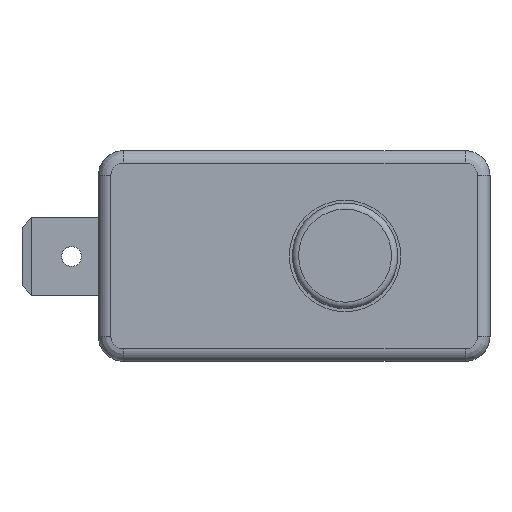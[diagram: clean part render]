
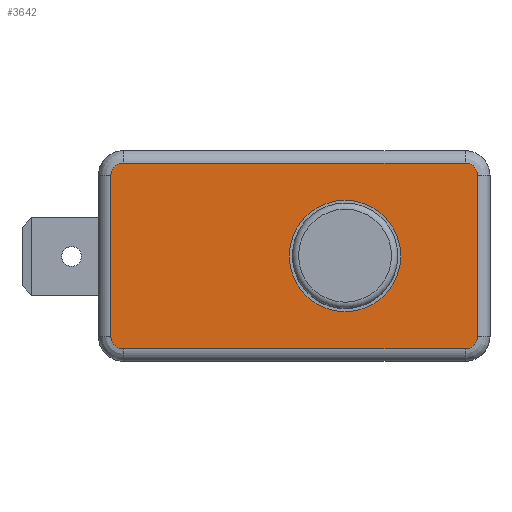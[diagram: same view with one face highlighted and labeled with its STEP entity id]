
A CAD part, top view. The second image highlights one B-rep face of the part: STEP entity #3642.
In plain terms, the highlighted planar face has unit normal (0, 0, 1).
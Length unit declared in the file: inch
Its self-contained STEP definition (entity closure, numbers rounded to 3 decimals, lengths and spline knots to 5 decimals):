
#3194=CARTESIAN_POINT('',(-0.70472,0.29528,0.07874));
#3195=VERTEX_POINT('',#3194);
#3203=CARTESIAN_POINT('',(0.38189,0.29528,0.07874));
#3204=VERTEX_POINT('',#3203);
#3205=CARTESIAN_POINT('',(-0.70472,0.29528,0.07874));
#3206=DIRECTION('',(1.0,0.0,0.0));
#3207=VECTOR('',#3206,1.08661);
#3208=LINE('',#3205,#3207);
#3209=EDGE_CURVE('',#3195,#3204,#3208,.T.);
#3248=CARTESIAN_POINT('',(-0.74409,0.25591,0.07874));
#3249=VERTEX_POINT('',#3248);
#3257=CARTESIAN_POINT('',(-0.70472,0.25591,0.07874));
#3258=DIRECTION('',(0.0,0.0,-1.0));
#3259=DIRECTION('',(-0.707,0.707,0.0));
#3260=AXIS2_PLACEMENT_3D('',#3257,#3258,#3259);
#3261=CIRCLE('',#3260,0.03937);
#3262=EDGE_CURVE('',#3249,#3195,#3261,.T.);
#3298=CARTESIAN_POINT('',(0.42126,0.25591,0.07874));
#3299=VERTEX_POINT('',#3298);
#3317=CARTESIAN_POINT('',(0.38189,0.25591,0.07874));
#3318=DIRECTION('',(0.0,0.0,-1.0));
#3319=DIRECTION('',(0.707,0.707,0.0));
#3320=AXIS2_PLACEMENT_3D('',#3317,#3318,#3319);
#3321=CIRCLE('',#3320,0.03937);
#3322=EDGE_CURVE('',#3204,#3299,#3321,.T.);
#3334=CARTESIAN_POINT('',(-0.74409,-0.25591,0.07874));
#3335=VERTEX_POINT('',#3334);
#3343=CARTESIAN_POINT('',(-0.74409,-0.25591,0.07874));
#3344=DIRECTION('',(0.0,1.0,0.0));
#3345=VECTOR('',#3344,0.51181);
#3346=LINE('',#3343,#3345);
#3347=EDGE_CURVE('',#3335,#3249,#3346,.T.);
#3364=CARTESIAN_POINT('',(0.42126,-0.25591,0.07874));
#3365=VERTEX_POINT('',#3364);
#3382=CARTESIAN_POINT('',(0.42126,0.25591,0.07874));
#3383=DIRECTION('',(0.0,-1.0,0.0));
#3384=VECTOR('',#3383,0.51181);
#3385=LINE('',#3382,#3384);
#3386=EDGE_CURVE('',#3299,#3365,#3385,.T.);
#3410=CARTESIAN_POINT('',(-0.70472,-0.29528,0.07874));
#3411=VERTEX_POINT('',#3410);
#3419=CARTESIAN_POINT('',(-0.70472,-0.25591,0.07874));
#3420=DIRECTION('',(0.0,0.0,-1.0));
#3421=DIRECTION('',(-0.707,-0.707,0.0));
#3422=AXIS2_PLACEMENT_3D('',#3419,#3420,#3421);
#3423=CIRCLE('',#3422,0.03937);
#3424=EDGE_CURVE('',#3411,#3335,#3423,.T.);
#3460=CARTESIAN_POINT('',(0.38189,-0.29528,0.07874));
#3461=VERTEX_POINT('',#3460);
#3479=CARTESIAN_POINT('',(0.38189,-0.25591,0.07874));
#3480=DIRECTION('',(0.0,0.0,-1.0));
#3481=DIRECTION('',(0.707,-0.707,0.0));
#3482=AXIS2_PLACEMENT_3D('',#3479,#3480,#3481);
#3483=CIRCLE('',#3482,0.03937);
#3484=EDGE_CURVE('',#3365,#3461,#3483,.T.);
#3502=CARTESIAN_POINT('',(0.38189,-0.29528,0.07874));
#3503=DIRECTION('',(-1.0,0.0,0.0));
#3504=VECTOR('',#3503,1.08661);
#3505=LINE('',#3502,#3504);
#3506=EDGE_CURVE('',#3461,#3411,#3505,.T.);
#3616=CARTESIAN_POINT('',(-0.80236,-0.3248,0.07874));
#3617=DIRECTION('',(0.0,0.0,1.0));
#3618=DIRECTION('',(1.0,0.0,0.0));
#3619=AXIS2_PLACEMENT_3D('',#3616,#3617,#3618);
#3620=PLANE('',#3619);
#3621=ORIENTED_EDGE('',*,*,#3209,.F.);
#3622=ORIENTED_EDGE('',*,*,#3262,.F.);
#3623=ORIENTED_EDGE('',*,*,#3347,.F.);
#3624=ORIENTED_EDGE('',*,*,#3424,.F.);
#3625=ORIENTED_EDGE('',*,*,#3506,.F.);
#3626=ORIENTED_EDGE('',*,*,#3484,.F.);
#3627=ORIENTED_EDGE('',*,*,#3386,.F.);
#3628=ORIENTED_EDGE('',*,*,#3322,.F.);
#3629=EDGE_LOOP('',(#3621,#3622,#3623,#3624,#3625,#3626,#3627,#3628));
#3630=FACE_OUTER_BOUND('',#3629,.T.);
#3631=CARTESIAN_POINT('',(0.17717,0.,0.07874));
#3632=VERTEX_POINT('',#3631);
#3633=CARTESIAN_POINT('',(0.0,0.0,0.07874));
#3634=DIRECTION('',(0.0,0.0,-1.0));
#3635=DIRECTION('',(-1.0,0.0,0.0));
#3636=AXIS2_PLACEMENT_3D('',#3633,#3634,#3635);
#3637=CIRCLE('',#3636,0.17717);
#3638=EDGE_CURVE('',#3632,#3632,#3637,.T.);
#3639=ORIENTED_EDGE('',*,*,#3638,.T.);
#3640=EDGE_LOOP('',(#3639));
#3641=FACE_BOUND('',#3640,.T.);
#3642=ADVANCED_FACE('',(#3630,#3641),#3620,.T.);
